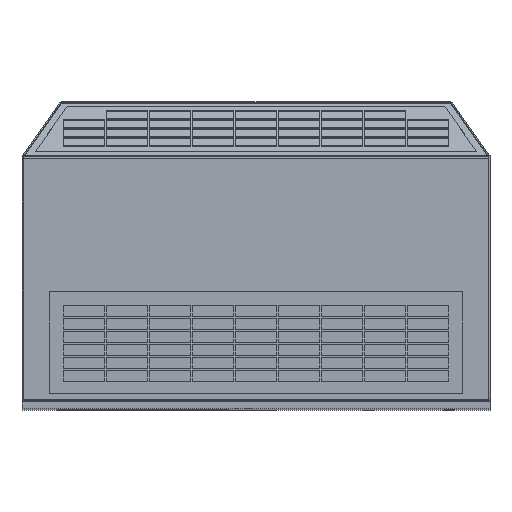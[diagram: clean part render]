
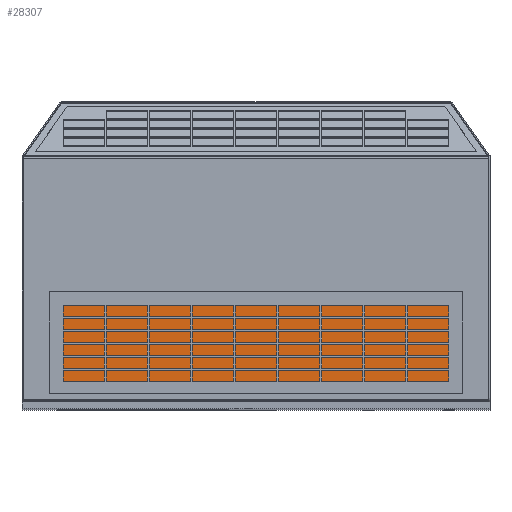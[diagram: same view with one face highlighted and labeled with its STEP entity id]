
A CAD part, top view. The second image highlights one B-rep face of the part: STEP entity #28307.
In plain terms, the highlighted face is planar.
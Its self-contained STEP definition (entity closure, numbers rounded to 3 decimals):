
#28228=DIRECTION('',(0.,0.,-1.));
#28229=VECTOR('',#28228,74.5);
#28230=CARTESIAN_POINT('',(-151.,0.,0.));
#28231=LINE('',#28230,#28229);
#28232=DIRECTION('',(1.,0.,0.));
#28233=VECTOR('',#28232,302.);
#28234=CARTESIAN_POINT('',(-151.,0.,-74.5));
#28235=LINE('',#28234,#28233);
#28236=DIRECTION('',(0.,0.,1.));
#28237=VECTOR('',#28236,74.5);
#28238=CARTESIAN_POINT('',(151.,0.,-74.5));
#28239=LINE('',#28238,#28237);
#28240=DIRECTION('',(-1.,0.,0.));
#28241=VECTOR('',#28240,302.);
#28242=CARTESIAN_POINT('',(151.,0.,0.));
#28243=LINE('',#28242,#28241);
#28276=CARTESIAN_POINT('',(-151.,0.,0.));
#28277=CARTESIAN_POINT('',(-151.,0.,-74.5));
#28278=VERTEX_POINT('',#28276);
#28279=VERTEX_POINT('',#28277);
#28280=CARTESIAN_POINT('',(151.,0.,-74.5));
#28281=VERTEX_POINT('',#28280);
#28282=CARTESIAN_POINT('',(151.,0.,0.));
#28283=VERTEX_POINT('',#28282);
#28292=CARTESIAN_POINT('',(0.,0.,0.));
#28293=DIRECTION('',(0.,1.,0.));
#28294=DIRECTION('',(1.,0.,0.));
#28295=AXIS2_PLACEMENT_3D('',#28292,#28293,#28294);
#28296=PLANE('',#28295);
#28298=ORIENTED_EDGE('',*,*,#28297,.T.);
#28300=ORIENTED_EDGE('',*,*,#28299,.T.);
#28302=ORIENTED_EDGE('',*,*,#28301,.T.);
#28304=ORIENTED_EDGE('',*,*,#28303,.T.);
#28305=EDGE_LOOP('',(#28298,#28300,#28302,#28304));
#28306=FACE_OUTER_BOUND('',#28305,.F.);
#28307=ADVANCED_FACE('',(#28306),#28296,.T.);
#28297=EDGE_CURVE('',#28278,#28279,#28231,.T.);
#28299=EDGE_CURVE('',#28279,#28281,#28235,.T.);
#28301=EDGE_CURVE('',#28281,#28283,#28239,.T.);
#28303=EDGE_CURVE('',#28283,#28278,#28243,.T.);
